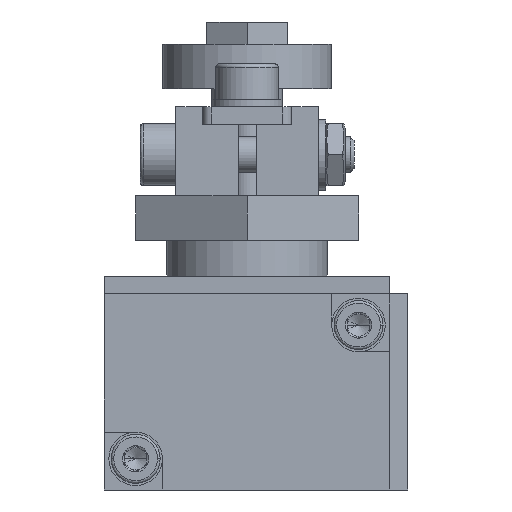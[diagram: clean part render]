
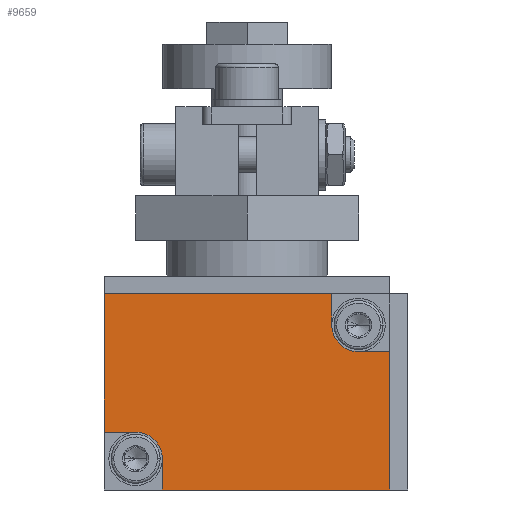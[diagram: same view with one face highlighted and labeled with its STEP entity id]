
A CAD part, front view. The second image highlights one B-rep face of the part: STEP entity #9659.
In plain terms, the highlighted planar face has unit normal (0, -1, 0).
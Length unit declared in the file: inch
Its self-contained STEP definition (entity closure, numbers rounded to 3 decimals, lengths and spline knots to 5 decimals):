
#75 = CARTESIAN_POINT ( 'NONE',  ( -0.62992, 0., -0.17717 ) ) ;
#78 = ORIENTED_EDGE ( 'NONE', *, *, #7419, .T. ) ;
#104 = FACE_OUTER_BOUND ( 'NONE', #3756, .T. ) ;
#119 = CARTESIAN_POINT ( 'NONE',  ( 0.62992, 0., 0.17717 ) ) ;
#130 = LINE ( 'NONE', #6509, #9235 ) ;
#252 = LINE ( 'NONE', #7300, #676 ) ;
#604 = CARTESIAN_POINT ( 'NONE',  ( 0.62992, 0., -0.43307 ) ) ;
#662 = EDGE_CURVE ( 'NONE', #7545, #3571, #2152, .T. ) ;
#676 = VECTOR ( 'NONE', #3894, 39.37008 ) ;
#748 = CARTESIAN_POINT ( 'NONE',  ( 0.37402, 0., -0.43307 ) ) ;
#769 = EDGE_CURVE ( 'NONE', #8166, #9308, #130, .T. ) ;
#949 = CARTESIAN_POINT ( 'NONE',  ( 0.49213, 0., 0.17717 ) ) ;
#1016 = EDGE_CURVE ( 'NONE', #5906, #7545, #1542, .T. ) ;
#1130 = ORIENTED_EDGE ( 'NONE', *, *, #2344, .F. ) ;
#1303 = CIRCLE ( 'NONE', #6585, 0.11811 ) ;
#1542 = LINE ( 'NONE', #748, #3136 ) ;
#1560 = ORIENTED_EDGE ( 'NONE', *, *, #4761, .T. ) ;
#1783 = VECTOR ( 'NONE', #8040, 39.37008 ) ;
#1795 = DIRECTION ( 'NONE',  ( 0., 0., 1. ) ) ;
#1999 = DIRECTION ( 'NONE',  ( 0., 1., 0. ) ) ;
#2072 = LINE ( 'NONE', #9102, #8597 ) ;
#2142 = CARTESIAN_POINT ( 'NONE',  ( 0.62992, 0., -0.43307 ) ) ;
#2152 = CIRCLE ( 'NONE', #9411, 0.11811 ) ;
#2340 = CARTESIAN_POINT ( 'NONE',  ( -0.37402, 0., -0.43307 ) ) ;
#2344 = EDGE_CURVE ( 'NONE', #3571, #6011, #252, .T. ) ;
#2378 = ORIENTED_EDGE ( 'NONE', *, *, #662, .F. ) ;
#2439 = DIRECTION ( 'NONE',  ( 1., 0., 0. ) ) ;
#2477 = EDGE_CURVE ( 'NONE', #5906, #6079, #2072, .T. ) ;
#2542 = VECTOR ( 'NONE', #2439, 39.37008 ) ;
#2608 = VECTOR ( 'NONE', #7011, 39.37008 ) ;
#2804 = CARTESIAN_POINT ( 'NONE',  ( -0.62992, 0., 0.43307 ) ) ;
#2878 = DIRECTION ( 'NONE',  ( 0., 0., -1. ) ) ;
#3136 = VECTOR ( 'NONE', #9999, 39.37008 ) ;
#3192 = VECTOR ( 'NONE', #3604, 39.37008 ) ;
#3199 = CARTESIAN_POINT ( 'NONE',  ( 0.49213, 0., 0.29528 ) ) ;
#3267 = LINE ( 'NONE', #7257, #2542 ) ;
#3571 = VERTEX_POINT ( 'NONE', #949 ) ;
#3604 = DIRECTION ( 'NONE',  ( 0., 0., 1. ) ) ;
#3756 = EDGE_LOOP ( 'NONE', ( #2378, #6040, #5296, #7260, #9403, #9573, #8818, #78, #1560, #1130 ) ) ;
#3894 = DIRECTION ( 'NONE',  ( 1., 0., 0. ) ) ;
#4390 = LINE ( 'NONE', #7547, #3192 ) ;
#4761 = EDGE_CURVE ( 'NONE', #4894, #6011, #4390, .T. ) ;
#4856 = LINE ( 'NONE', #75, #1783 ) ;
#4894 = VERTEX_POINT ( 'NONE', #604 ) ;
#5240 = DIRECTION ( 'NONE',  ( -1., 0., 0. ) ) ;
#5282 = AXIS2_PLACEMENT_3D ( 'NONE', #2142, #1999, #2878 ) ;
#5296 = ORIENTED_EDGE ( 'NONE', *, *, #2477, .T. ) ;
#5363 = CARTESIAN_POINT ( 'NONE',  ( -0.49213, 0., -0.29528 ) ) ;
#5402 = EDGE_CURVE ( 'NONE', #6079, #9770, #9428, .T. ) ;
#5491 = DIRECTION ( 'NONE',  ( 0., -1., 0. ) ) ;
#5538 = DIRECTION ( 'NONE',  ( 0., 0., 1. ) ) ;
#5667 = PLANE ( 'NONE',  #5282 ) ;
#5906 = VERTEX_POINT ( 'NONE', #9185 ) ;
#5979 = EDGE_CURVE ( 'NONE', #8185, #9770, #4856, .T. ) ;
#6011 = VERTEX_POINT ( 'NONE', #119 ) ;
#6040 = ORIENTED_EDGE ( 'NONE', *, *, #1016, .F. ) ;
#6079 = VERTEX_POINT ( 'NONE', #2804 ) ;
#6218 = CARTESIAN_POINT ( 'NONE',  ( -0.62992, 0., -0.17717 ) ) ;
#6509 = CARTESIAN_POINT ( 'NONE',  ( -0.37402, 0., -0.43307 ) ) ;
#6540 = CARTESIAN_POINT ( 'NONE',  ( 0.37402, 0., 0.29528 ) ) ;
#6585 = AXIS2_PLACEMENT_3D ( 'NONE', #5363, #8489, #7474 ) ;
#7011 = DIRECTION ( 'NONE',  ( 0., 0., -1. ) ) ;
#7257 = CARTESIAN_POINT ( 'NONE',  ( 0.62992, 0., -0.43307 ) ) ;
#7260 = ORIENTED_EDGE ( 'NONE', *, *, #5402, .T. ) ;
#7300 = CARTESIAN_POINT ( 'NONE',  ( 0.62992, 0., 0.17717 ) ) ;
#7367 = CARTESIAN_POINT ( 'NONE',  ( -0.37402, 0., -0.29528 ) ) ;
#7419 = EDGE_CURVE ( 'NONE', #8166, #4894, #3267, .T. ) ;
#7474 = DIRECTION ( 'NONE',  ( 0., 0., 1. ) ) ;
#7545 = VERTEX_POINT ( 'NONE', #6540 ) ;
#7547 = CARTESIAN_POINT ( 'NONE',  ( 0.62992, 0., 0.43307 ) ) ;
#8040 = DIRECTION ( 'NONE',  ( -1., 0., 0. ) ) ;
#8166 = VERTEX_POINT ( 'NONE', #2340 ) ;
#8185 = VERTEX_POINT ( 'NONE', #8754 ) ;
#8489 = DIRECTION ( 'NONE',  ( 0., -1., 0. ) ) ;
#8597 = VECTOR ( 'NONE', #5240, 39.37008 ) ;
#8606 = CARTESIAN_POINT ( 'NONE',  ( -0.62992, 0., -0.43307 ) ) ;
#8754 = CARTESIAN_POINT ( 'NONE',  ( -0.49213, 0., -0.17717 ) ) ;
#8818 = ORIENTED_EDGE ( 'NONE', *, *, #769, .F. ) ;
#9102 = CARTESIAN_POINT ( 'NONE',  ( -0.62992, 0., 0.43307 ) ) ;
#9185 = CARTESIAN_POINT ( 'NONE',  ( 0.37402, 0., 0.43307 ) ) ;
#9235 = VECTOR ( 'NONE', #1795, 39.37008 ) ;
#9308 = VERTEX_POINT ( 'NONE', #7367 ) ;
#9403 = ORIENTED_EDGE ( 'NONE', *, *, #5979, .F. ) ;
#9411 = AXIS2_PLACEMENT_3D ( 'NONE', #3199, #5491, #5538 ) ;
#9428 = LINE ( 'NONE', #8606, #2608 ) ;
#9498 = EDGE_CURVE ( 'NONE', #9308, #8185, #1303, .T. ) ;
#9573 = ORIENTED_EDGE ( 'NONE', *, *, #9498, .F. ) ;
#9659 = ADVANCED_FACE ( 'NONE', ( #104 ), #5667, .F. ) ;
#9770 = VERTEX_POINT ( 'NONE', #6218 ) ;
#9999 = DIRECTION ( 'NONE',  ( 0., 0., -1. ) ) ;
